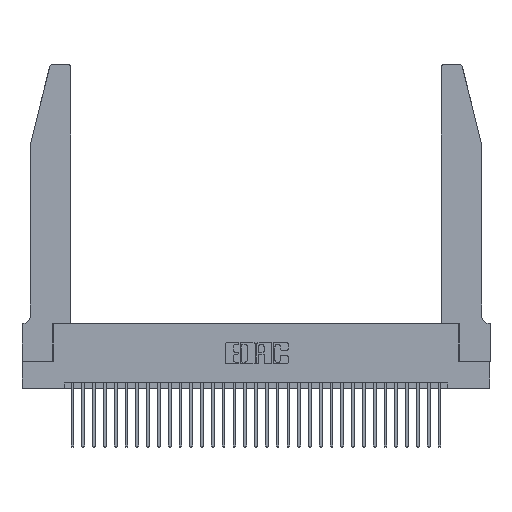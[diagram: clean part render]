
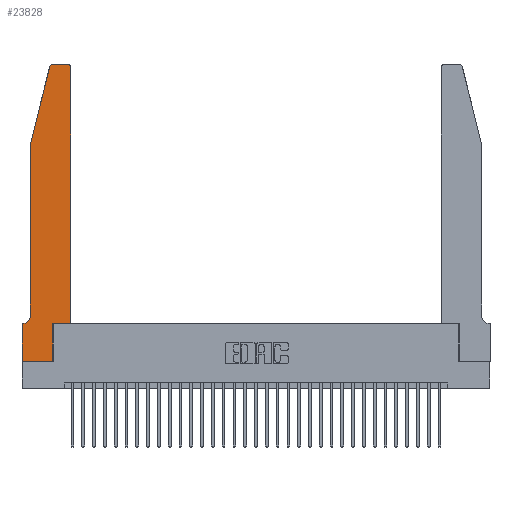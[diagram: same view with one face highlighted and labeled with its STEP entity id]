
A CAD part, top view. The second image highlights one B-rep face of the part: STEP entity #23828.
In plain terms, the highlighted planar face has unit normal (0, 0, 1).
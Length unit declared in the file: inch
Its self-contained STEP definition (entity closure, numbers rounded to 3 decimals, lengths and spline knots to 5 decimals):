
#171 = VERTEX_POINT ( 'NONE', #3723 ) ;
#275 = VERTEX_POINT ( 'NONE', #13342 ) ;
#345 = VECTOR ( 'NONE', #25729, 39.37008 ) ;
#719 = ORIENTED_EDGE ( 'NONE', *, *, #27597, .T. ) ;
#1408 = CARTESIAN_POINT ( 'NONE',  ( 0.284, 2.75, 0.37 ) ) ;
#1759 = CARTESIAN_POINT ( 'NONE',  ( 0.0755, 0.35, 0.37 ) ) ;
#1792 = AXIS2_PLACEMENT_3D ( 'NONE', #13565, #31278, #16132 ) ;
#2039 = ORIENTED_EDGE ( 'NONE', *, *, #6077, .T. ) ;
#2204 = DIRECTION ( 'NONE',  ( 0., 1., 0. ) ) ;
#2258 = VERTEX_POINT ( 'NONE', #22112 ) ;
#3223 = LINE ( 'NONE', #1759, #22084 ) ;
#3266 = ORIENTED_EDGE ( 'NONE', *, *, #25859, .T. ) ;
#3723 = CARTESIAN_POINT ( 'NONE',  ( 0.0755, 2., 0.37 ) ) ;
#4111 = FACE_OUTER_BOUND ( 'NONE', #12534, .T. ) ;
#4550 = EDGE_CURVE ( 'NONE', #27491, #171, #12135, .T. ) ;
#4955 = VERTEX_POINT ( 'NONE', #26918 ) ;
#4970 = CARTESIAN_POINT ( 'NONE',  ( 0.2865, 0., 0.37 ) ) ;
#5265 = VECTOR ( 'NONE', #28860, 39.37008 ) ;
#5401 = LINE ( 'NONE', #32801, #18249 ) ;
#6077 = EDGE_CURVE ( 'NONE', #10198, #23709, #10926, .T. ) ;
#6442 = CARTESIAN_POINT ( 'NONE',  ( 0.2865, 0.35, 0.37 ) ) ;
#6552 = DIRECTION ( 'NONE',  ( 0., 1., 0. ) ) ;
#7167 = EDGE_CURVE ( 'NONE', #171, #2258, #27918, .T. ) ;
#7243 = CARTESIAN_POINT ( 'NONE',  ( 0.25487, 2.72718, 0.37 ) ) ;
#7446 = DIRECTION ( 'NONE',  ( 1., 0., 0. ) ) ;
#7546 = CIRCLE ( 'NONE', #18999, 0.03 ) ;
#8532 = CARTESIAN_POINT ( 'NONE',  ( 0.0755, 2., 0.37 ) ) ;
#8568 = CARTESIAN_POINT ( 'NONE',  ( 0., 0.35, 0.37 ) ) ;
#8608 = ORIENTED_EDGE ( 'NONE', *, *, #18313, .T. ) ;
#8623 = CARTESIAN_POINT ( 'NONE',  ( 0., 0., 0.37 ) ) ;
#9052 = VECTOR ( 'NONE', #31505, 39.37008 ) ;
#9176 = VECTOR ( 'NONE', #11194, 39.37008 ) ;
#9366 = ORIENTED_EDGE ( 'NONE', *, *, #30332, .T. ) ;
#9793 = ORIENTED_EDGE ( 'NONE', *, *, #16068, .T. ) ;
#10198 = VERTEX_POINT ( 'NONE', #11414 ) ;
#10598 = CARTESIAN_POINT ( 'NONE',  ( 0.0755, 2., 0.37 ) ) ;
#10877 = CIRCLE ( 'NONE', #32259, 0.07 ) ;
#10926 = CIRCLE ( 'NONE', #1792, 0.03 ) ;
#10997 = LINE ( 'NONE', #20189, #17776 ) ;
#11194 = DIRECTION ( 'NONE',  ( 0., -1., 0. ) ) ;
#11414 = CARTESIAN_POINT ( 'NONE',  ( 0.4505, 2.72, 0.37 ) ) ;
#11535 = DIRECTION ( 'NONE',  ( 0., 0., 1. ) ) ;
#12135 = LINE ( 'NONE', #8532, #5265 ) ;
#12531 = EDGE_CURVE ( 'NONE', #17576, #27491, #7546, .T. ) ;
#12534 = EDGE_LOOP ( 'NONE', ( #29196, #21288, #29613, #27613, #15754, #719, #9366, #27645, #9793, #8608, #3266, #2039 ) ) ;
#13163 = DIRECTION ( 'NONE',  ( 0., -1., 0. ) ) ;
#13342 = CARTESIAN_POINT ( 'NONE',  ( 0., 0.35, 0.37 ) ) ;
#13394 = CARTESIAN_POINT ( 'NONE',  ( 0.0055, 0.42, 0.37 ) ) ;
#13565 = CARTESIAN_POINT ( 'NONE',  ( 0.4205, 2.72, 0.37 ) ) ;
#13712 = DIRECTION ( 'NONE',  ( 1., 0., 0. ) ) ;
#13916 = VERTEX_POINT ( 'NONE', #15669 ) ;
#15420 = EDGE_CURVE ( 'NONE', #23709, #17576, #29328, .T. ) ;
#15669 = CARTESIAN_POINT ( 'NONE',  ( 0.4505, 0.35, 0.37 ) ) ;
#15754 = ORIENTED_EDGE ( 'NONE', *, *, #28928, .T. ) ;
#15889 = EDGE_CURVE ( 'NONE', #4955, #19631, #20961, .T. ) ;
#15974 = DIRECTION ( 'NONE',  ( -1., 0., 0. ) ) ;
#16068 = EDGE_CURVE ( 'NONE', #19631, #20302, #16976, .T. ) ;
#16132 = DIRECTION ( 'NONE',  ( 1., 0., 0. ) ) ;
#16198 = VECTOR ( 'NONE', #6552, 39.37008 ) ;
#16976 = LINE ( 'NONE', #6442, #16198 ) ;
#17576 = VERTEX_POINT ( 'NONE', #1408 ) ;
#17749 = CARTESIAN_POINT ( 'NONE',  ( 0.2865, 0.35, 0.37 ) ) ;
#17776 = VECTOR ( 'NONE', #7446, 39.37008 ) ;
#18249 = VECTOR ( 'NONE', #2204, 39.37008 ) ;
#18313 = EDGE_CURVE ( 'NONE', #20302, #13916, #10997, .T. ) ;
#18711 = PLANE ( 'NONE',  #23065 ) ;
#18999 = AXIS2_PLACEMENT_3D ( 'NONE', #26742, #11535, #29301 ) ;
#19631 = VERTEX_POINT ( 'NONE', #4970 ) ;
#20189 = CARTESIAN_POINT ( 'NONE',  ( 0.4505, 0.35, 0.37 ) ) ;
#20302 = VERTEX_POINT ( 'NONE', #17749 ) ;
#20961 = LINE ( 'NONE', #23190, #345 ) ;
#21288 = ORIENTED_EDGE ( 'NONE', *, *, #12531, .T. ) ;
#22084 = VECTOR ( 'NONE', #27296, 39.37008 ) ;
#22112 = CARTESIAN_POINT ( 'NONE',  ( 0.0755, 0.42, 0.37 ) ) ;
#23065 = AXIS2_PLACEMENT_3D ( 'NONE', #8568, #28895, #13712 ) ;
#23190 = CARTESIAN_POINT ( 'NONE',  ( 0., 0., 0.37 ) ) ;
#23709 = VERTEX_POINT ( 'NONE', #26011 ) ;
#23828 = ADVANCED_FACE ( 'NONE', ( #4111 ), #18711, .T. ) ;
#25729 = DIRECTION ( 'NONE',  ( 1., 0., 0. ) ) ;
#25859 = EDGE_CURVE ( 'NONE', #13916, #10198, #5401, .T. ) ;
#26011 = CARTESIAN_POINT ( 'NONE',  ( 0.4205, 2.75, 0.37 ) ) ;
#26536 = CARTESIAN_POINT ( 'NONE',  ( 0.2605, 2.75, 0.37 ) ) ;
#26742 = CARTESIAN_POINT ( 'NONE',  ( 0.284, 2.72, 0.37 ) ) ;
#26918 = CARTESIAN_POINT ( 'NONE',  ( 0., 0., 0.37 ) ) ;
#27296 = DIRECTION ( 'NONE',  ( -1., 0., 0. ) ) ;
#27491 = VERTEX_POINT ( 'NONE', #7243 ) ;
#27597 = EDGE_CURVE ( 'NONE', #28718, #275, #3223, .T. ) ;
#27613 = ORIENTED_EDGE ( 'NONE', *, *, #7167, .T. ) ;
#27645 = ORIENTED_EDGE ( 'NONE', *, *, #15889, .T. ) ;
#27918 = LINE ( 'NONE', #10598, #33048 ) ;
#28718 = VERTEX_POINT ( 'NONE', #32886 ) ;
#28860 = DIRECTION ( 'NONE',  ( -0.239, -0.971, 0. ) ) ;
#28895 = DIRECTION ( 'NONE',  ( 0., 0., 1. ) ) ;
#28928 = EDGE_CURVE ( 'NONE', #2258, #28718, #10877, .T. ) ;
#29196 = ORIENTED_EDGE ( 'NONE', *, *, #15420, .T. ) ;
#29301 = DIRECTION ( 'NONE',  ( 1., 0., 0. ) ) ;
#29328 = LINE ( 'NONE', #26536, #9052 ) ;
#29454 = LINE ( 'NONE', #8623, #9176 ) ;
#29613 = ORIENTED_EDGE ( 'NONE', *, *, #4550, .T. ) ;
#30332 = EDGE_CURVE ( 'NONE', #275, #4955, #29454, .T. ) ;
#31125 = DIRECTION ( 'NONE',  ( 0., 0., -1. ) ) ;
#31278 = DIRECTION ( 'NONE',  ( 0., 0., 1. ) ) ;
#31505 = DIRECTION ( 'NONE',  ( -1., 0., 0. ) ) ;
#32259 = AXIS2_PLACEMENT_3D ( 'NONE', #13394, #31125, #15974 ) ;
#32801 = CARTESIAN_POINT ( 'NONE',  ( 0.4505, 0.35, 0.37 ) ) ;
#32886 = CARTESIAN_POINT ( 'NONE',  ( 0.0055, 0.35, 0.37 ) ) ;
#33048 = VECTOR ( 'NONE', #13163, 39.37008 ) ;
